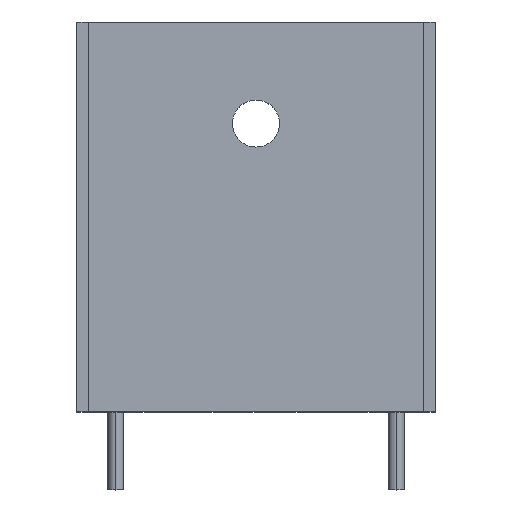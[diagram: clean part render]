
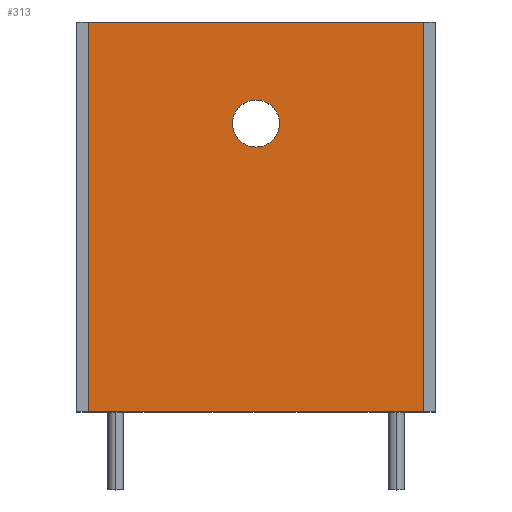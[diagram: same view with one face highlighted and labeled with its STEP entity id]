
A CAD part, top view. The second image highlights one B-rep face of the part: STEP entity #313.
In plain terms, the highlighted planar face has unit normal (0, 0, 1).
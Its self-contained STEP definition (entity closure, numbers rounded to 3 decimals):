
#9 = EDGE_CURVE ( 'NONE', #1005, #967, #324, .T. ) ;
#50 = DIRECTION ( 'NONE',  ( 1., 0., 0. ) ) ;
#67 = DIRECTION ( 'NONE',  ( 1., 0., 0. ) ) ;
#71 = CARTESIAN_POINT ( 'NONE',  ( 0., 18.5, 0.5 ) ) ;
#74 = ORIENTED_EDGE ( 'NONE', *, *, #9, .T. ) ;
#83 = CIRCLE ( 'NONE', #627, 1.51 ) ;
#88 = ORIENTED_EDGE ( 'NONE', *, *, #105, .F. ) ;
#105 = EDGE_CURVE ( 'NONE', #1406, #674, #267, .T. ) ;
#154 = VERTEX_POINT ( 'NONE', #469 ) ;
#172 = CARTESIAN_POINT ( 'NONE',  ( -10.75, 0., 0.5 ) ) ;
#179 = CARTESIAN_POINT ( 'NONE',  ( 1.51, 18.5, 0.5 ) ) ;
#267 = CIRCLE ( 'NONE', #1062, 1.51 ) ;
#284 = VECTOR ( 'NONE', #1245, 1000. ) ;
#290 = DIRECTION ( 'NONE',  ( 0., 0., 1. ) ) ;
#313 = ADVANCED_FACE ( 'NONE', ( #1251, #833 ), #1236, .T. ) ;
#324 = LINE ( 'NONE', #1304, #1319 ) ;
#338 = ORIENTED_EDGE ( 'NONE', *, *, #510, .F. ) ;
#425 = DIRECTION ( 'NONE',  ( 1., 0., 0. ) ) ;
#469 = CARTESIAN_POINT ( 'NONE',  ( -10.75, 25., 0.5 ) ) ;
#479 = LINE ( 'NONE', #808, #284 ) ;
#510 = EDGE_CURVE ( 'NONE', #154, #576, #615, .T. ) ;
#547 = CARTESIAN_POINT ( 'NONE',  ( -1.51, 18.5, 0.5 ) ) ;
#553 = VECTOR ( 'NONE', #67, 1000. ) ;
#576 = VERTEX_POINT ( 'NONE', #1086 ) ;
#577 = ORIENTED_EDGE ( 'NONE', *, *, #1315, .F. ) ;
#582 = VECTOR ( 'NONE', #1158, 1000. ) ;
#615 = LINE ( 'NONE', #948, #553 ) ;
#627 = AXIS2_PLACEMENT_3D ( 'NONE', #1261, #1050, #816 ) ;
#674 = VERTEX_POINT ( 'NONE', #547 ) ;
#676 = EDGE_LOOP ( 'NONE', ( #338, #577, #74, #933 ) ) ;
#723 = DIRECTION ( 'NONE',  ( 1., 0., 0. ) ) ;
#732 = CARTESIAN_POINT ( 'NONE',  ( 10.75, 0., 0.5 ) ) ;
#808 = CARTESIAN_POINT ( 'NONE',  ( -10.75, 0., 0.5 ) ) ;
#816 = DIRECTION ( 'NONE',  ( 1., 0., 0. ) ) ;
#833 = FACE_OUTER_BOUND ( 'NONE', #676, .T. ) ;
#933 = ORIENTED_EDGE ( 'NONE', *, *, #1002, .T. ) ;
#936 = LINE ( 'NONE', #1172, #582 ) ;
#947 = ORIENTED_EDGE ( 'NONE', *, *, #980, .F. ) ;
#948 = CARTESIAN_POINT ( 'NONE',  ( -10.75, 25., 0.5 ) ) ;
#967 = VERTEX_POINT ( 'NONE', #732 ) ;
#980 = EDGE_CURVE ( 'NONE', #674, #1406, #83, .T. ) ;
#1002 = EDGE_CURVE ( 'NONE', #967, #576, #936, .T. ) ;
#1005 = VERTEX_POINT ( 'NONE', #1254 ) ;
#1050 = DIRECTION ( 'NONE',  ( 0., 0., 1. ) ) ;
#1062 = AXIS2_PLACEMENT_3D ( 'NONE', #71, #290, #723 ) ;
#1086 = CARTESIAN_POINT ( 'NONE',  ( 10.75, 25., 0.5 ) ) ;
#1156 = DIRECTION ( 'NONE',  ( 0., 0., 1. ) ) ;
#1158 = DIRECTION ( 'NONE',  ( 0., 1., 0. ) ) ;
#1172 = CARTESIAN_POINT ( 'NONE',  ( 10.75, 0., 0.5 ) ) ;
#1217 = EDGE_LOOP ( 'NONE', ( #88, #947 ) ) ;
#1236 = PLANE ( 'NONE',  #1239 ) ;
#1239 = AXIS2_PLACEMENT_3D ( 'NONE', #172, #1156, #50 ) ;
#1245 = DIRECTION ( 'NONE',  ( 0., 1., 0. ) ) ;
#1251 = FACE_BOUND ( 'NONE', #1217, .T. ) ;
#1254 = CARTESIAN_POINT ( 'NONE',  ( -10.75, 0., 0.5 ) ) ;
#1261 = CARTESIAN_POINT ( 'NONE',  ( 0., 18.5, 0.5 ) ) ;
#1304 = CARTESIAN_POINT ( 'NONE',  ( -10.75, 0., 0.5 ) ) ;
#1315 = EDGE_CURVE ( 'NONE', #1005, #154, #479, .T. ) ;
#1319 = VECTOR ( 'NONE', #425, 1000. ) ;
#1406 = VERTEX_POINT ( 'NONE', #179 ) ;
